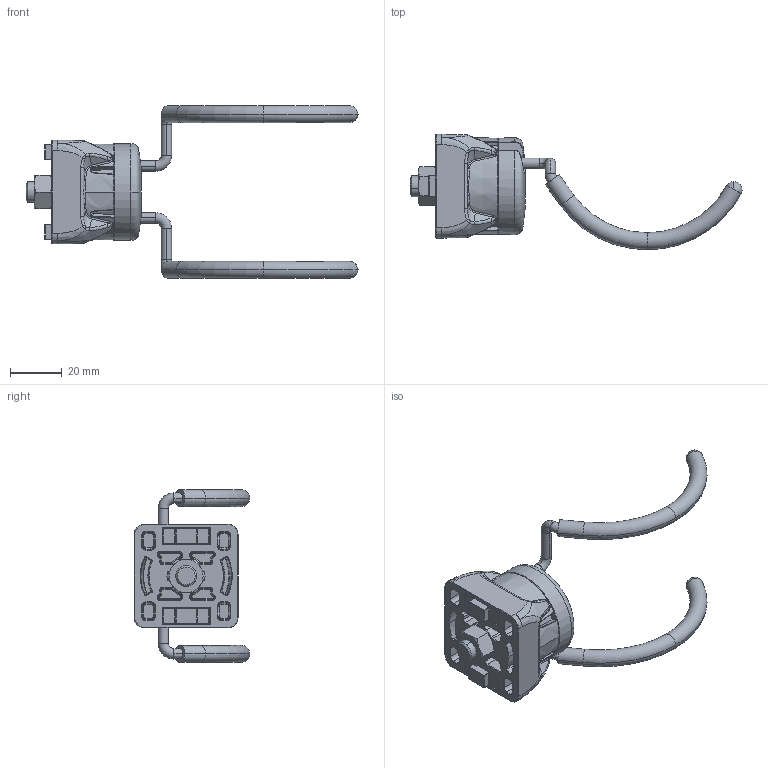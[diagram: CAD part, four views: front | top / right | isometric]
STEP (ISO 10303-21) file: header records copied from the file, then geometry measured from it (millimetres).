
FILE_DESCRIPTION (( 'STEP AP203' ), '1' );
FILE_NAME ('172493.step', '2025-08-14T18:12:17', ( '' ), ( '' ), 'SwSTEP 2.0', 'SolidWorks 2024', '' );
FILE_SCHEMA (( 'CONFIG_CONTROL_DESIGN' ));
Length unit declared in the file: millimetre
Products named in the file (1): 172493
Bounding box: 127.88 x 44.45 x 66.5 mm (x, y, z)
Volume: 45564.3 mm3; surface area: 24641.2 mm2
Topology: 8 solids, 8 shells, 1267 faces, 2975 edges, 1694 vertices
Faces by surface type: cylinder 304, bspline 288, plane 224, torus 220, cone 150, sphere 81
Entity records: 46330 total; most frequent: CARTESIAN_POINT 19758, ORIENTED_EDGE 5850, DIRECTION 5337, EDGE_CURVE 2925, AXIS2_PLACEMENT_3D 2270, VERTEX_POINT 1686, CIRCLE 1290, EDGE_LOOP 1289
